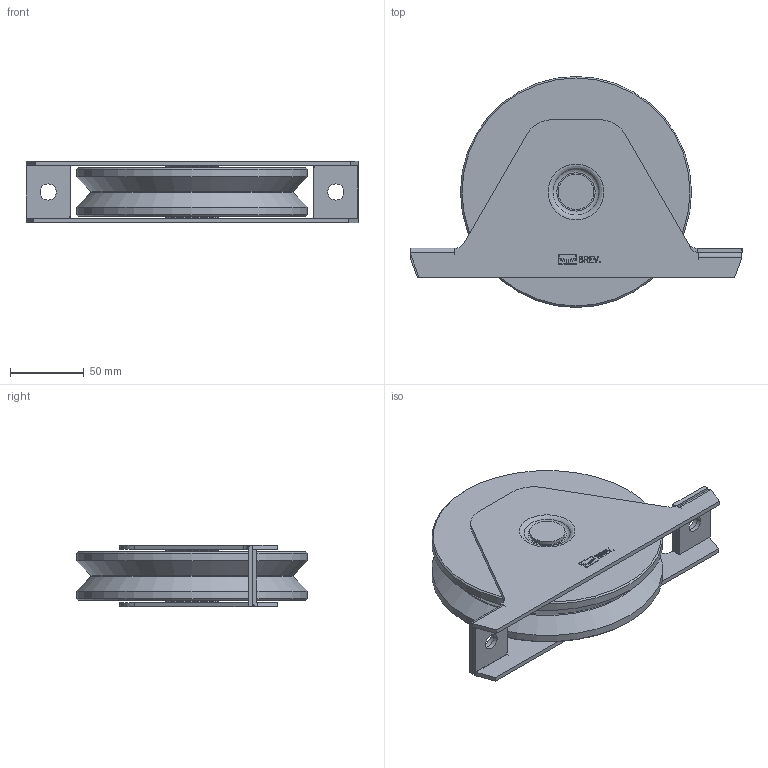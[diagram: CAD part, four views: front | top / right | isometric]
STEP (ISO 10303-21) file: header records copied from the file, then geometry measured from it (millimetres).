
FILE_DESCRIPTION(/* description */ ('336V-160 C=42 ZINCATA - RUOTA'),/* implementation_level */ '2;1');
FILE_NAME(/* name */ '11514570 001.stp',/* time_stamp */ '2025-03-12T12:35:51+01:00',/* author */ ('gcocco'),/* organization */ (''),/* preprocessor_version */ 'ST-DEVELOPER v19.2',/* originating_system */ 'Autodesk Inventor 2023',/* authorisation */ '');
FILE_SCHEMA (('AUTOMOTIVE_DESIGN { 1 0 10303 214 3 1 1 }'));
Length unit declared in the file: millimetre
Products named in the file (6): 11514570  001; 33311017  001; 23311017  001; 74101039; 21000867  001; 26400608  001
Assembly tree (7 placements, depth 3):
  11514570  001
    33311017  001
      23311017  001
      74101039  x2
    21000867  001
    26400608  001  x2
Bounding box: 225 x 156.5 x 42 mm (x, y, z)
Volume: 659679 mm3; surface area: 154324.3 mm2
Topology: 30 solids, 30 shells, 398 faces, 1047 edges, 694 vertices
Faces by surface type: plane 217, torus 62, cylinder 49, bspline 40, sphere 22, cone 8
Full cylindrical faces by diameter (mm): 11 x4, 19.8 x1, 20 x4, 24 x1, 30.432 x4, 41.568 x4, 45 x1, 52 x3, 59 x1, 156.5 x2
Entity records: 7064 total; most frequent: CARTESIAN_POINT 1449, DIRECTION 1116, ORIENTED_EDGE 1098, EDGE_CURVE 549, VERTEX_POINT 408, AXIS2_PLACEMENT_3D 403, LINE 310, VECTOR 310
